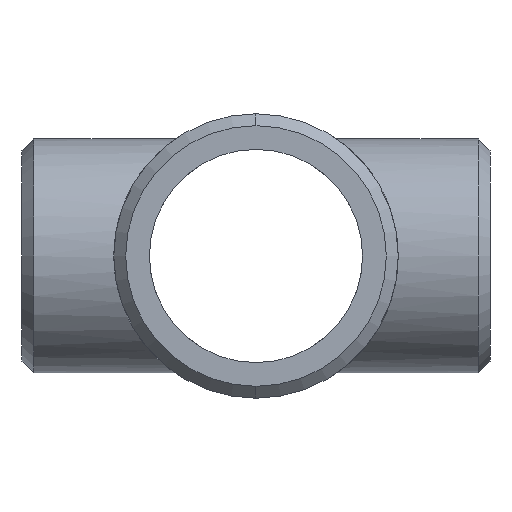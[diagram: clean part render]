
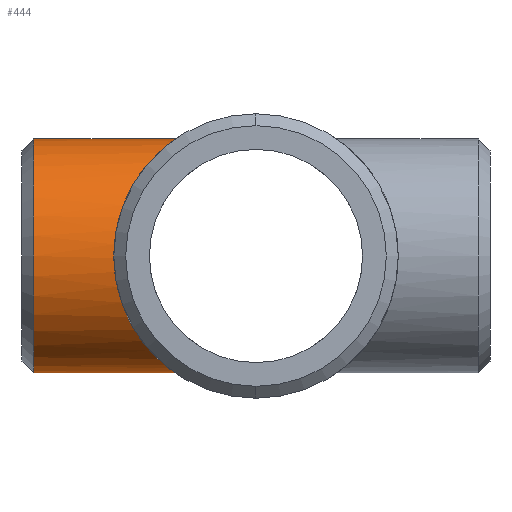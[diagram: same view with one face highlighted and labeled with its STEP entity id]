
A CAD part, left-side view. The second image highlights one B-rep face of the part: STEP entity #444.
In plain terms, the highlighted cylindrical face has radius 36.576 mm (diameter 73.152 mm), a partial arc.
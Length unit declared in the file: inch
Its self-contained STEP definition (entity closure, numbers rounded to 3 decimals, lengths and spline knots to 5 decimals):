
#6 = CYLINDRICAL_SURFACE ( 'NONE', #964, 1.44 ) ;
#8 = CARTESIAN_POINT ( 'NONE',  ( -1.0406, 1.43919, 0.99636 ) ) ;
#22 = CARTESIAN_POINT ( 'NONE',  ( 0., 2.734, 0. ) ) ;
#57 = CARTESIAN_POINT ( 'NONE',  ( -0.12586, 1.00207, 1.43471 ) ) ;
#61 = CARTESIAN_POINT ( 'NONE',  ( -1.2805, 1.62123, 0.6604 ) ) ;
#67 = CARTESIAN_POINT ( 'NONE',  ( -1.06914, 1.45999, -0.96572 ) ) ;
#73 = CARTESIAN_POINT ( 'NONE',  ( -0.24872, 1.02406, 1.41918 ) ) ;
#76 = CARTESIAN_POINT ( 'NONE',  ( -1.43724, 1.74772, -0.10244 ) ) ;
#91 = CARTESIAN_POINT ( 'NONE',  ( 0., 0.99443, -1.44 ) ) ;
#94 = CARTESIAN_POINT ( 'NONE',  ( -0.47991, 1.10341, 1.35849 ) ) ;
#118 = CARTESIAN_POINT ( 'NONE',  ( -0.41251, 1.0764, 1.37985 ) ) ;
#120 = CARTESIAN_POINT ( 'NONE',  ( -0.19997, 1.0102, -1.42938 ) ) ;
#131 = CARTESIAN_POINT ( 'NONE',  ( 0., 2.88, 1.44 ) ) ;
#153 = CARTESIAN_POINT ( 'NONE',  ( -0.20032, 1.01322, 1.42687 ) ) ;
#160 = CARTESIAN_POINT ( 'NONE',  ( -1.03846, 1.43764, -0.99859 ) ) ;
#166 = CARTESIAN_POINT ( 'NONE',  ( -1.43991, 1.74993, -0.05242 ) ) ;
#168 = ORIENTED_EDGE ( 'NONE', *, *, #556, .T. ) ;
#177 = CARTESIAN_POINT ( 'NONE',  ( -1.44008, 1.75007, 0.04743 ) ) ;
#181 = B_SPLINE_CURVE_WITH_KNOTS ( 'NONE', 3,
 ( #321, #711, #120, #1102, #328, #721, #847, #255, #1039, #1051, #565, #371, #765, #852, #962, #160, #67, #1253, #679, #1065, #758, #464, #188, #1151, #1248, #473, #668, #951, #458, #857, #1139, #76, #166, #177, #955, #559, #866, #377, #1242, #1157, #263, #1056, #61, #360, #645, #480, #651, #875, #1268, #1004, #8, #802, #1286, #1192, #1176, #609, #309, #1074, #94, #118, #402, #301, #703, #73, #153, #57, #476, #1250, #775, #461 ),
 .UNSPECIFIED., .F., .F.,
 ( 4, 2, 2, 2, 2, 2, 2, 2, 2, 2, 2, 2, 2, 2, 2, 2, 2, 2, 2, 2, 2, 2, 2, 2, 2, 2, 2, 2, 2, 2, 2, 2, 2, 2, 4 ),
 ( 0., 0.00762, 0.00953, 0.01144, 0.01525, 0.01906, 0.02287, 0.03049, 0.03431, 0.03812, 0.04574, 0.04765, 0.04955, 0.05337, 0.05527, 0.05718, 0.06099, 0.0648, 0.06671, 0.06861, 0.07624, 0.08005, 0.08386, 0.08577, 0.08767, 0.09148, 0.09911, 0.10292, 0.10673, 0.11054, 0.11245, 0.11436, 0.11817, 0.12007, 0.12198 ),
 .UNSPECIFIED. ) ;
#182 = ORIENTED_EDGE ( 'NONE', *, *, #1020, .T. ) ;
#188 = CARTESIAN_POINT ( 'NONE',  ( -1.33771, 1.66684, -0.53359 ) ) ;
#212 = ORIENTED_EDGE ( 'NONE', *, *, #1227, .F. ) ;
#229 = DIRECTION ( 'NONE',  ( 0., -1., 0. ) ) ;
#255 = CARTESIAN_POINT ( 'NONE',  ( -0.47861, 1.10286, -1.35894 ) ) ;
#263 = CARTESIAN_POINT ( 'NONE',  ( -1.35927, 1.68403, 0.48508 ) ) ;
#283 = VECTOR ( 'NONE', #495, 39.37008 ) ;
#296 = VERTEX_POINT ( 'NONE', #1173 ) ;
#301 = CARTESIAN_POINT ( 'NONE',  ( -0.34318, 1.05176, 1.39871 ) ) ;
#307 = CARTESIAN_POINT ( 'NONE',  ( 0., 2.734, 1.44 ) ) ;
#309 = CARTESIAN_POINT ( 'NONE',  ( -0.60695, 1.16446, 1.30663 ) ) ;
#318 = DIRECTION ( 'NONE',  ( 0., -1., 0. ) ) ;
#321 = CARTESIAN_POINT ( 'NONE',  ( 0., 0.99443, -1.44 ) ) ;
#328 = CARTESIAN_POINT ( 'NONE',  ( -0.34291, 1.05167, -1.39878 ) ) ;
#349 = AXIS2_PLACEMENT_3D ( 'NONE', #22, #229, #620 ) ;
#360 = CARTESIAN_POINT ( 'NONE',  ( -1.23484, 1.58541, 0.74227 ) ) ;
#371 = CARTESIAN_POINT ( 'NONE',  ( -0.72593, 1.23078, -1.24445 ) ) ;
#373 = VERTEX_POINT ( 'NONE', #307 ) ;
#377 = CARTESIAN_POINT ( 'NONE',  ( -1.41898, 1.73275, 0.2464 ) ) ;
#402 = CARTESIAN_POINT ( 'NONE',  ( -0.38954, 1.06779, 1.38652 ) ) ;
#405 = VERTEX_POINT ( 'NONE', #91 ) ;
#444 = ADVANCED_FACE ( 'NONE', ( #1205 ), #6, .T. ) ;
#458 = CARTESIAN_POINT ( 'NONE',  ( -1.41801, 1.73195, -0.25192 ) ) ;
#461 = CARTESIAN_POINT ( 'NONE',  ( 0., 0.99443, 1.44 ) ) ;
#464 = CARTESIAN_POINT ( 'NONE',  ( -1.32852, 1.65947, -0.55607 ) ) ;
#473 = CARTESIAN_POINT ( 'NONE',  ( -1.38535, 1.70529, -0.39596 ) ) ;
#476 = CARTESIAN_POINT ( 'NONE',  ( -0.10059, 0.99919, 1.4367 ) ) ;
#480 = CARTESIAN_POINT ( 'NONE',  ( -1.17099, 1.53624, 0.8384 ) ) ;
#495 = DIRECTION ( 'NONE',  ( 0., -1., 0. ) ) ;
#522 = DIRECTION ( 'NONE',  ( 0., 0., -1. ) ) ;
#535 = CIRCLE ( 'NONE', #349, 1.44 ) ;
#541 = DIRECTION ( 'NONE',  ( 0., -1., 0. ) ) ;
#556 = EDGE_CURVE ( 'NONE', #296, #405, #725, .T. ) ;
#559 = CARTESIAN_POINT ( 'NONE',  ( -1.42992, 1.74172, 0.17189 ) ) ;
#565 = CARTESIAN_POINT ( 'NONE',  ( -0.64654, 1.18568, -1.28749 ) ) ;
#587 = VERTEX_POINT ( 'NONE', #593 ) ;
#593 = CARTESIAN_POINT ( 'NONE',  ( 0., 0.99443, 1.44 ) ) ;
#603 = EDGE_CURVE ( 'NONE', #373, #296, #535, .T. ) ;
#609 = CARTESIAN_POINT ( 'NONE',  ( -0.64749, 1.18621, 1.287 ) ) ;
#620 = DIRECTION ( 'NONE',  ( 0., 0., 1. ) ) ;
#645 = CARTESIAN_POINT ( 'NONE',  ( -1.21029, 1.56634, 0.78161 ) ) ;
#651 = CARTESIAN_POINT ( 'NONE',  ( -1.15747, 1.52596, 0.85696 ) ) ;
#668 = CARTESIAN_POINT ( 'NONE',  ( -1.39801, 1.7156, -0.34871 ) ) ;
#679 = CARTESIAN_POINT ( 'NONE',  ( -1.15589, 1.52469, -0.86002 ) ) ;
#703 = CARTESIAN_POINT ( 'NONE',  ( -0.31976, 1.04433, 1.40426 ) ) ;
#711 = CARTESIAN_POINT ( 'NONE',  ( -0.10174, 0.99443, -1.44 ) ) ;
#721 = CARTESIAN_POINT ( 'NONE',  ( -0.38906, 1.06761, -1.38665 ) ) ;
#725 = LINE ( 'NONE', #1106, #283 ) ;
#731 = LINE ( 'NONE', #131, #1219 ) ;
#758 = CARTESIAN_POINT ( 'NONE',  ( -1.2803, 1.62096, -0.66609 ) ) ;
#765 = CARTESIAN_POINT ( 'NONE',  ( -0.76408, 1.25375, -1.22137 ) ) ;
#775 = CARTESIAN_POINT ( 'NONE',  ( -0.02505, 0.99443, 1.44 ) ) ;
#802 = CARTESIAN_POINT ( 'NONE',  ( -0.94497, 1.37108, 1.09024 ) ) ;
#828 = ORIENTED_EDGE ( 'NONE', *, *, #603, .T. ) ;
#847 = CARTESIAN_POINT ( 'NONE',  ( -0.41172, 1.0761, -1.38008 ) ) ;
#852 = CARTESIAN_POINT ( 'NONE',  ( -0.87453, 1.32303, -1.14745 ) ) ;
#857 = CARTESIAN_POINT ( 'NONE',  ( -1.42589, 1.73841, -0.20261 ) ) ;
#866 = CARTESIAN_POINT ( 'NONE',  ( -1.42672, 1.73909, 0.19674 ) ) ;
#875 = CARTESIAN_POINT ( 'NONE',  ( -1.12962, 1.50494, 0.89336 ) ) ;
#951 = CARTESIAN_POINT ( 'NONE',  ( -1.41346, 1.72822, -0.27631 ) ) ;
#955 = CARTESIAN_POINT ( 'NONE',  ( -1.43758, 1.74801, 0.09727 ) ) ;
#962 = CARTESIAN_POINT ( 'NONE',  ( -0.9429, 1.36965, -1.09201 ) ) ;
#964 = AXIS2_PLACEMENT_3D ( 'NONE', #1091, #318, #522 ) ;
#1004 = CARTESIAN_POINT ( 'NONE',  ( -1.07122, 1.46152, 0.96341 ) ) ;
#1020 = EDGE_CURVE ( 'NONE', #405, #587, #181, .T. ) ;
#1039 = CARTESIAN_POINT ( 'NONE',  ( -0.52176, 1.12241, -1.34293 ) ) ;
#1051 = CARTESIAN_POINT ( 'NONE',  ( -0.60569, 1.1638, -1.30722 ) ) ;
#1056 = CARTESIAN_POINT ( 'NONE',  ( -1.30164, 1.63799, 0.61779 ) ) ;
#1065 = CARTESIAN_POINT ( 'NONE',  ( -1.23442, 1.58479, -0.74713 ) ) ;
#1074 = CARTESIAN_POINT ( 'NONE',  ( -0.52315, 1.12306, 1.34238 ) ) ;
#1091 = CARTESIAN_POINT ( 'NONE',  ( 0., 2.88, 0. ) ) ;
#1102 = CARTESIAN_POINT ( 'NONE',  ( -0.31935, 1.0442, -1.40435 ) ) ;
#1106 = CARTESIAN_POINT ( 'NONE',  ( 0., 2.88, -1.44 ) ) ;
#1139 = CARTESIAN_POINT ( 'NONE',  ( -1.42923, 1.74115, -0.17759 ) ) ;
#1151 = CARTESIAN_POINT ( 'NONE',  ( -1.35491, 1.68067, -0.48827 ) ) ;
#1157 = CARTESIAN_POINT ( 'NONE',  ( -1.38903, 1.70826, 0.3925 ) ) ;
#1167 = EDGE_LOOP ( 'NONE', ( #212, #828, #168, #182 ) ) ;
#1173 = CARTESIAN_POINT ( 'NONE',  ( 0., 2.734, -1.44 ) ) ;
#1176 = CARTESIAN_POINT ( 'NONE',  ( -0.72632, 1.23101, 1.24421 ) ) ;
#1192 = CARTESIAN_POINT ( 'NONE',  ( -0.76466, 1.2541, 1.22103 ) ) ;
#1205 = FACE_OUTER_BOUND ( 'NONE', #1167, .T. ) ;
#1219 = VECTOR ( 'NONE', #541, 39.37008 ) ;
#1227 = EDGE_CURVE ( 'NONE', #373, #587, #731, .T. ) ;
#1242 = CARTESIAN_POINT ( 'NONE',  ( -1.41448, 1.72906, 0.27103 ) ) ;
#1248 = CARTESIAN_POINT ( 'NONE',  ( -1.36294, 1.68716, -0.46537 ) ) ;
#1250 = CARTESIAN_POINT ( 'NONE',  ( -0.05018, 0.99538, 1.43935 ) ) ;
#1253 = CARTESIAN_POINT ( 'NONE',  ( -1.12807, 1.50368, -0.89618 ) ) ;
#1268 = CARTESIAN_POINT ( 'NONE',  ( -1.11524, 1.49418, 0.91123 ) ) ;
#1286 = CARTESIAN_POINT ( 'NONE',  ( -0.87626, 1.32415, 1.14621 ) ) ;
